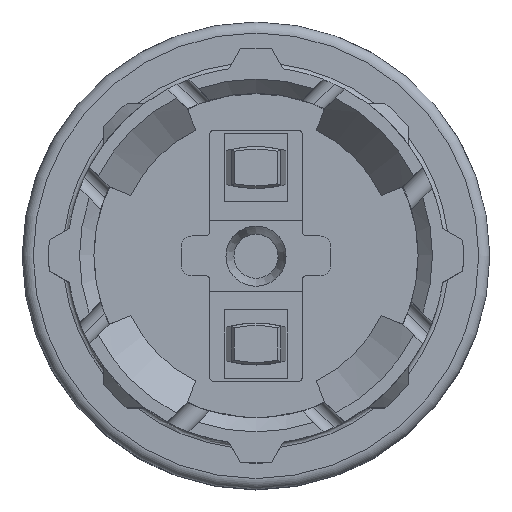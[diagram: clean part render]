
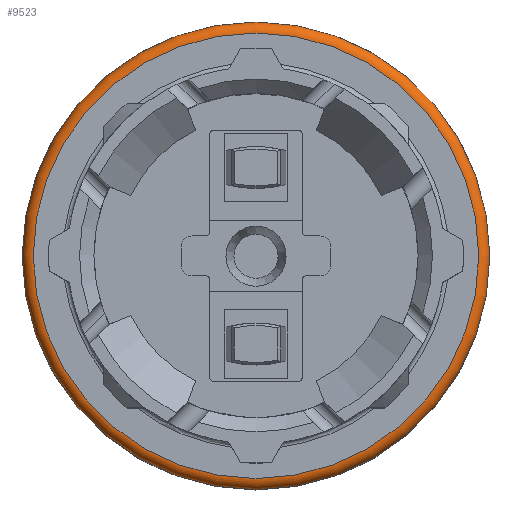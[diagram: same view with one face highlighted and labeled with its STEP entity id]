
A CAD part, top view. The second image highlights one B-rep face of the part: STEP entity #9523.
In plain terms, the highlighted toroidal (fillet/blend) face has major radius 10.1 mm and minor radius 0.5 mm.
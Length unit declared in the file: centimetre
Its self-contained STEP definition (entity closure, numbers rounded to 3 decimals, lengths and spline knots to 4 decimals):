
#26=TOROIDAL_SURFACE('',#10252,1.01,0.05);
#450=CIRCLE('',#10065,1.01);
#531=CIRCLE('',#10253,1.06);
#532=CIRCLE('',#10254,1.06);
#533=CIRCLE('',#10255,0.05);
#936=FACE_OUTER_BOUND('',#1436,.T.);
#1436=EDGE_LOOP('',(#7024,#7025,#7026,#7027,#7028));
#3853=VERTEX_POINT('',#14779);
#3975=VERTEX_POINT('',#15468);
#3976=VERTEX_POINT('',#15469);
#4856=EDGE_CURVE('',#3853,#3853,#450,.T.);
#5094=EDGE_CURVE('',#3975,#3976,#531,.T.);
#5095=EDGE_CURVE('',#3976,#3975,#532,.T.);
#5096=EDGE_CURVE('',#3976,#3853,#533,.T.);
#7024=ORIENTED_EDGE('',*,*,#5094,.F.);
#7025=ORIENTED_EDGE('',*,*,#5095,.F.);
#7026=ORIENTED_EDGE('',*,*,#5096,.T.);
#7027=ORIENTED_EDGE('',*,*,#4856,.T.);
#7028=ORIENTED_EDGE('',*,*,#5096,.F.);
#9523=ADVANCED_FACE('',(#936),#26,.T.);
#10065=AXIS2_PLACEMENT_3D('',#14780,#11424,#11425);
#10252=AXIS2_PLACEMENT_3D('',#15467,#11909,#11910);
#10253=AXIS2_PLACEMENT_3D('',#15470,#11911,#11912);
#10254=AXIS2_PLACEMENT_3D('',#15471,#11913,#11914);
#10255=AXIS2_PLACEMENT_3D('',#15472,#11915,#11916);
#11424=DIRECTION('center_axis',(0.,0.,
-1.));
#11425=DIRECTION('ref_axis',(0.,1.,0.));
#11909=DIRECTION('center_axis',(0.,0.,
-1.));
#11910=DIRECTION('ref_axis',(-1.,0.,0.));
#11911=DIRECTION('center_axis',(0.,0.,
-1.));
#11912=DIRECTION('ref_axis',(0.,1.,0.));
#11913=DIRECTION('center_axis',(0.,0.,
-1.));
#11914=DIRECTION('ref_axis',(0.,1.,0.));
#11915=DIRECTION('center_axis',(0.,-1.,0.));
#11916=DIRECTION('ref_axis',(1.,0.,0.));
#14779=CARTESIAN_POINT('',(1.01,0.,0.62));
#14780=CARTESIAN_POINT('Origin',(0.,0.,
0.62));
#15467=CARTESIAN_POINT('Origin',(0.,0.,
0.57));
#15468=CARTESIAN_POINT('',(0.,-1.06,0.57));
#15469=CARTESIAN_POINT('',(1.06,0.,0.57));
#15470=CARTESIAN_POINT('Origin',(0.,0.,
0.57));
#15471=CARTESIAN_POINT('Origin',(0.,0.,
0.57));
#15472=CARTESIAN_POINT('Origin',(1.01,0.,0.57));
